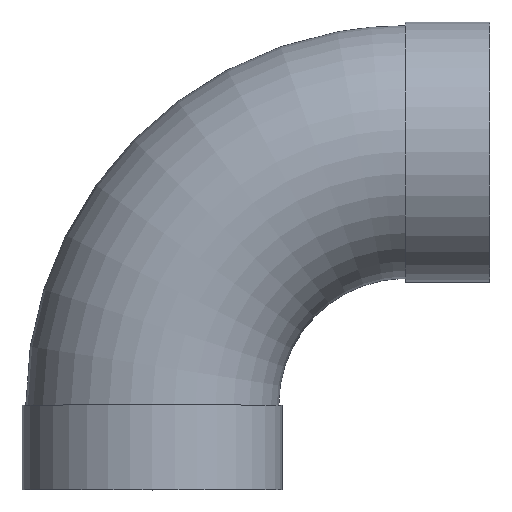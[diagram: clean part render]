
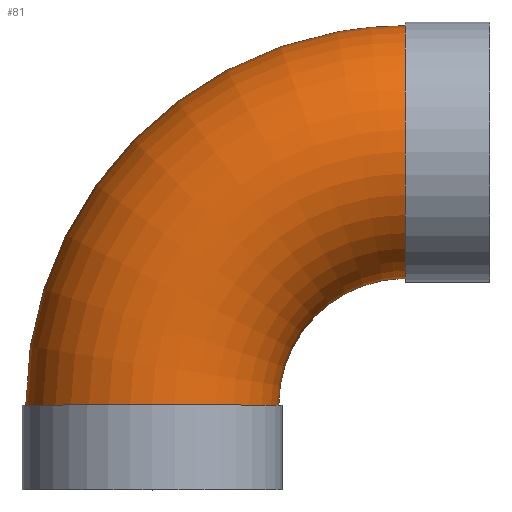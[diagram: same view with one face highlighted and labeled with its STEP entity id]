
A CAD part, top view. The second image highlights one B-rep face of the part: STEP entity #81.
In plain terms, the highlighted toroidal (fillet/blend) face has major radius 125 mm and minor radius 62.5 mm.
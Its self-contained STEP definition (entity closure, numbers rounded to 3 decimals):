
#81 = ADVANCED_FACE( '', ( #158, #159 ), #160, .T. );
#158 = FACE_OUTER_BOUND( '', #220, .T. );
#159 = FACE_OUTER_BOUND( '', #221, .T. );
#160 = TOROIDAL_SURFACE( '', #222, 125., 62.5 );
#220 = EDGE_LOOP( '', ( #292 ) );
#221 = EDGE_LOOP( '', ( #293 ) );
#222 = AXIS2_PLACEMENT_3D( '', #294, #295, #296 );
#292 = ORIENTED_EDGE( '', *, *, #311, .T. );
#293 = ORIENTED_EDGE( '', *, *, #300, .F. );
#294 = CARTESIAN_POINT( '', ( 125., 41.8, 0. ) );
#295 = DIRECTION( '', ( 0., 0., -1. ) );
#296 = DIRECTION( '', ( -1., 0., 0. ) );
#300 = EDGE_CURVE( '', #325, #325, #326, .T. );
#311 = EDGE_CURVE( '', #342, #342, #343, .T. );
#325 = VERTEX_POINT( '', #361 );
#326 = CIRCLE( '', #362, 62.5 );
#342 = VERTEX_POINT( '', #378 );
#343 = CIRCLE( '', #379, 62.5 );
#361 = CARTESIAN_POINT( '', ( 125., 104.3, 0. ) );
#362 = AXIS2_PLACEMENT_3D( '', #397, #398, #399 );
#378 = CARTESIAN_POINT( '', ( 62.5, 41.8, 0. ) );
#379 = AXIS2_PLACEMENT_3D( '', #415, #416, #417 );
#397 = CARTESIAN_POINT( '', ( 125., 166.8, 0. ) );
#398 = DIRECTION( '', ( 1., 0., 0. ) );
#399 = DIRECTION( '', ( 0., -1., 0. ) );
#415 = CARTESIAN_POINT( '', ( 0., 41.8, 0. ) );
#416 = DIRECTION( '', ( 0., 1., 0. ) );
#417 = DIRECTION( '', ( 1., 0., 0. ) );
